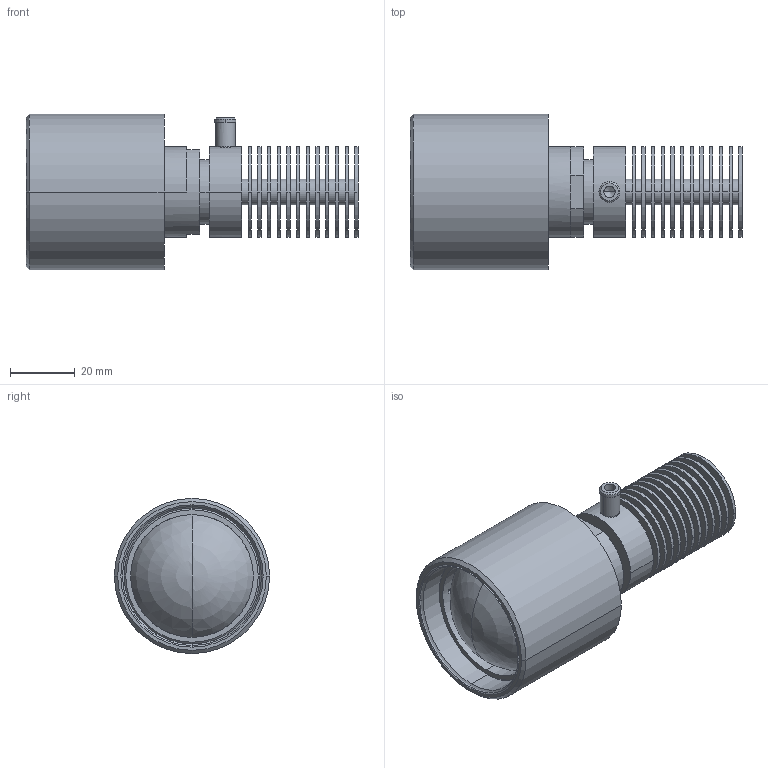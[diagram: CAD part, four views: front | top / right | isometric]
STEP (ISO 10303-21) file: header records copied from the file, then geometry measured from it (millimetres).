
FILE_DESCRIPTION((''),'2;1');
FILE_NAME('172001','2017-11-14T',('zkm'),(''),'PRO/ENGINEER BY PARAMETRIC TECHNOLOGY CORPORATION, 2004110','PRO/ENGINEER BY PARAMETRIC TECHNOLOGY CORPORATION, 2004110','');
FILE_SCHEMA(('CONFIG_CONTROL_DESIGN'));
Length unit declared in the file: millimetre
Products named in the file (1): 172001
Bounding box: 102.7 x 48 x 48 mm (x, y, z)
Volume: 53818.4 mm3; surface area: 43922.7 mm2
Topology: 2 solids, 15 shells, 223 faces, 510 edges, 328 vertices
Faces by surface type: cylinder 128, plane 67, cone 24, sphere 4
Entity records: 6437 total; most frequent: DIRECTION 1232, CARTESIAN_POINT 1172, ORIENTED_EDGE 940, AXIS2_PLACEMENT_3D 524, EDGE_CURVE 494, VERTEX_POINT 328, CIRCLE 300, EDGE_LOOP 278
